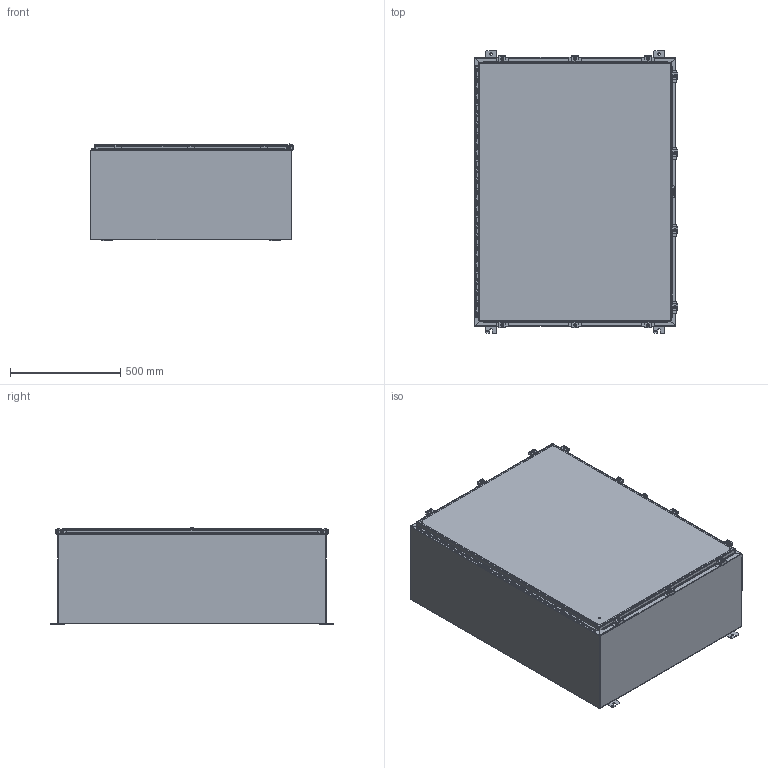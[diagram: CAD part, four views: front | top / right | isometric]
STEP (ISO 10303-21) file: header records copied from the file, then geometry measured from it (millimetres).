
FILE_DESCRIPTION (( 'STEP AP214' ), '1' );
FILE_NAME ('SSN4483616A.STEP', '2016-02-10T14:14:22', ( '' ), ( '' ), 'SwSTEP 2.0', 'SolidWorks 2014', '' );
FILE_SCHEMA (( 'AUTOMOTIVE_DESIGN' ));
Length unit declared in the file: inch
Products named in the file (20): 3298; 38846; SSN4483616ABTB; 38415; 34839; SSN4483616ALRS; 30819; SSN4483616A; HFW308001; HFW30825-4; HFW30825-3; HFW30825-2; HFW308001-1; 38859; 32874-48; 32874-48P; 32874-48L; 32874-48T; SSN44836ALID; 46x34
Assembly tree (48 placements, depth 3):
  SSN4483616A
    SSN4483616ALRS  x2
    34839  x4
    38415
    SSN4483616ABTB
    38846
    3298
    46x34
    SSN44836ALID
    32874-48
      32874-48T
      32874-48L
      32874-48P
    38859  x8
    HFW308001  x10
      HFW308001-1
      HFW30825-2
      HFW30825-3
      HFW30825-4
    30819  x10
Bounding box: 922.29 x 1282.7 x 440.82 mm (x, y, z)
Volume: 8398607.8 mm3; surface area: 8795592.5 mm2
Topology: 73 solids, 73 shells, 2680 faces, 7083 edges, 4574 vertices
Faces by surface type: cylinder 1174, plane 1093, bspline 259, cone 60, sphere 60, torus 34
Entity records: 47157 total; most frequent: CARTESIAN_POINT 10675, DIRECTION 5552, ORIENTED_EDGE 5548, EDGE_CURVE 2774, AXIS2_PLACEMENT_3D 1904, VERTEX_POINT 1804, VECTOR 1744, LINE 1744
